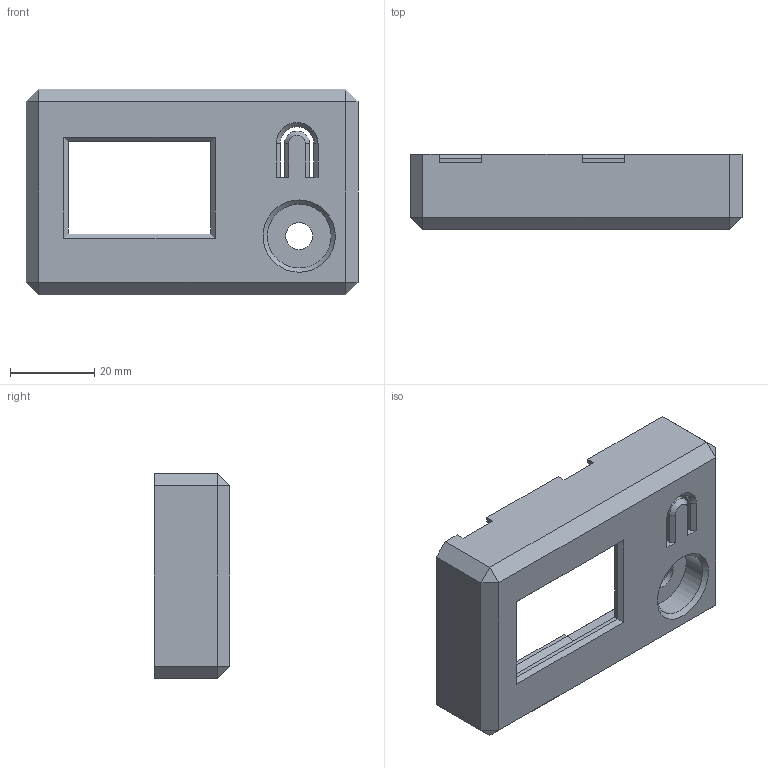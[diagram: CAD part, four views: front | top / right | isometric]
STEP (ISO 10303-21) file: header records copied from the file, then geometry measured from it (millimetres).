
FILE_DESCRIPTION(('FreeCAD Model'),'2;1');
FILE_NAME('Open CASCADE Shape Model','2024-06-02T18:45:40',(''),(''), 'Open CASCADE STEP processor 7.6','FreeCAD','Unknown');
FILE_SCHEMA(('AUTOMOTIVE_DESIGN { 1 0 10303 214 1 1 1 1 }'));
Length unit declared in the file: millimetre
Products named in the file (1): case.lid
Bounding box: 79 x 18 x 49 mm (x, y, z)
Volume: 15749 mm3; surface area: 14482.4 mm2
Topology: 1 solids, 1 shells, 132 faces, 296 edges, 182 vertices
Faces by surface type: plane 99, cylinder 21, cone 12
Full cylindrical faces by diameter (mm): 1.6 x8, 5 x9, 6.4 x1, 15.2 x1
Entity records: 7434 total; most frequent: CARTESIAN_POINT 1468, DIRECTION 1070, LINE 651, VECTOR 651, ORIENTED_EDGE 592, PCURVE 592, DEFINITIONAL_REPRESENTATION 592, EDGE_CURVE 296
